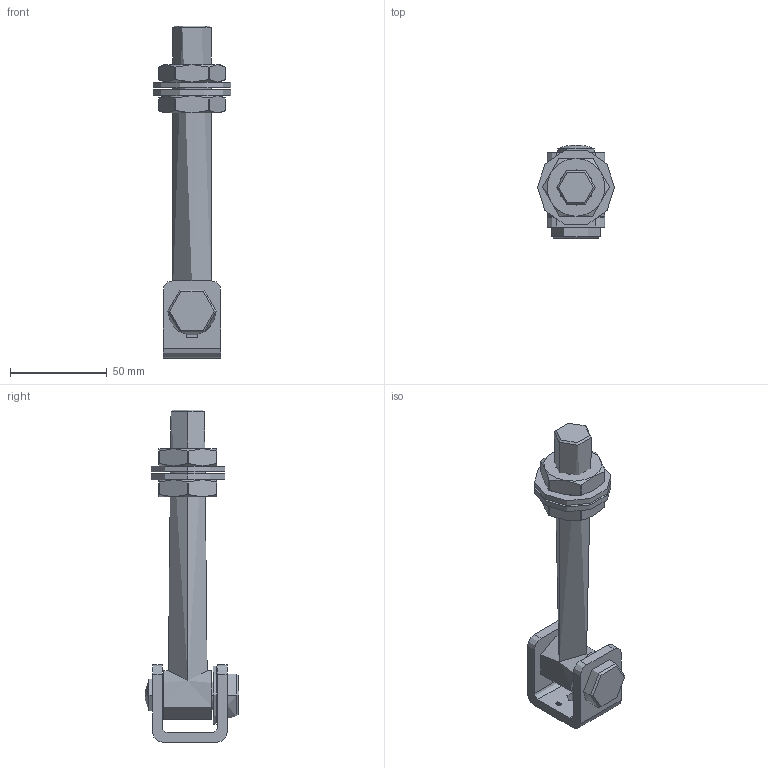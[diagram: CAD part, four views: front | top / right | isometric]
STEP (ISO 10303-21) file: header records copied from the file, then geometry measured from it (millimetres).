
FILE_DESCRIPTION (( 'STEP AP203' ), '1' );
FILE_NAME ('130-M20.step', '2021-07-07T10:51:06', ( '' ), ( '' ), 'SwSTEP 2.0', 'SolidWorks 2018', '' );
FILE_SCHEMA (( 'CONFIG_CONTROL_DESIGN' ));
Length unit declared in the file: millimetre
Products named in the file (18): 130-Mxx Teil6; Torband Teil1; DIN 936 M8-M24; 130-M20; Torband Teil4; Torband Teil1_130-M20 Teil1; Torband Teil5; Torband Teil3_130-M20 Teil3; Torband Teil2; Torband Teil2_130-M20 Teil2; Torband Teil3; 130-Mxx Teil6_130-M20 Teil6; Torband Teil4_130-M20 Teil4; Torband Teil5_130-M20 Teil5; DIN 936 M8-M24_DIN 936 M20
Assembly tree (11 placements, depth 2):
  130-Mxx Teil6
  Torband Teil1
  130-M20
    DIN 936 M8-M24
    DIN 936 M8-M24
  Torband Teil4
  130-M20
    Torband Teil1_130-M20 Teil1
    Torband Teil2_130-M20 Teil2
    Torband Teil3_130-M20 Teil3
    Torband Teil4_130-M20 Teil4
    Torband Teil5_130-M20 Teil5
    DIN 936 M8-M24_DIN 936 M20  x2
    130-Mxx Teil6_130-M20 Teil6  x2
Bounding box: 40 x 48.3 x 171.8 mm (x, y, z)
Volume: 89555.3 mm3; surface area: 35513.2 mm2
Topology: 9 solids, 9 shells, 394 faces, 1017 edges, 666 vertices
Faces by surface type: plane 184, bspline 106, cylinder 58, cone 44, sphere 2
Entity records: 18820 total; most frequent: CARTESIAN_POINT 9047, ORIENTED_EDGE 1850, DIRECTION 1322, EDGE_CURVE 925, VERTEX_POINT 606, LINE 556, VECTOR 556, EDGE_LOOP 393
